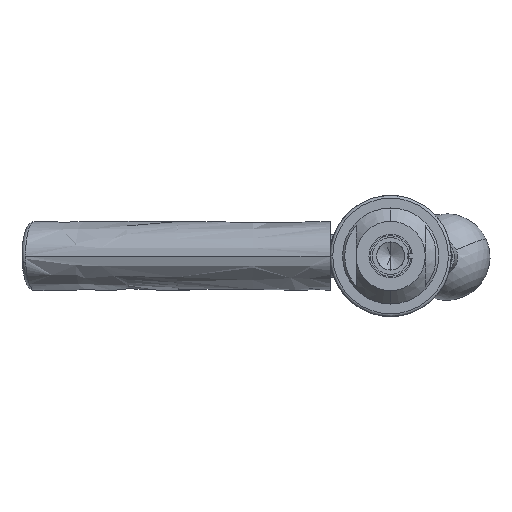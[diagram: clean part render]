
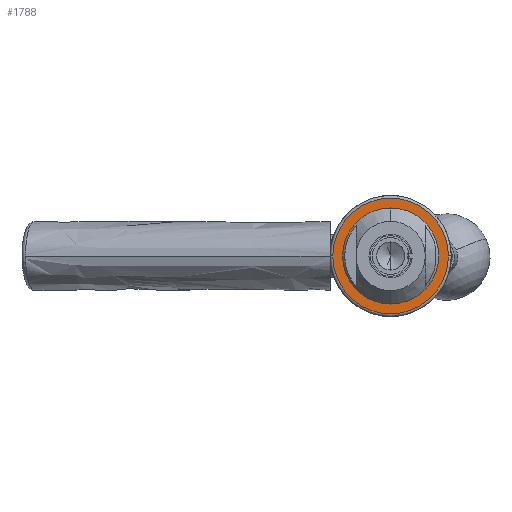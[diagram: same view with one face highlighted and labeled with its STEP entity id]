
A CAD part, left-side view. The second image highlights one B-rep face of the part: STEP entity #1788.
In plain terms, the highlighted planar face has unit normal (-1, 0, 0).
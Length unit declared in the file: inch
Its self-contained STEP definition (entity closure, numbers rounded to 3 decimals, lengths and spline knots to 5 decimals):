
#149 = DIRECTION ( 'NONE',  ( 0., 0., -1. ) ) ;
#354 = CIRCLE ( 'NONE', #4657, 0.4375 ) ;
#1788 = ADVANCED_FACE ( 'NONE', ( #4318, #10936 ), #4486, .F. ) ;
#1790 = VERTEX_POINT ( 'NONE', #16310 ) ;
#2221 = CIRCLE ( 'NONE', #15945, 0.835 ) ;
#2289 = EDGE_CURVE ( 'NONE', #15379, #2539, #4106, .T. ) ;
#2359 = EDGE_CURVE ( 'NONE', #1790, #2819, #11410, .T. ) ;
#2539 = VERTEX_POINT ( 'NONE', #6218 ) ;
#2682 = EDGE_CURVE ( 'NONE', #2539, #15379, #2221, .T. ) ;
#2819 = VERTEX_POINT ( 'NONE', #9566 ) ;
#3147 = EDGE_LOOP ( 'NONE', ( #7463, #7002 ) ) ;
#3552 = DIRECTION ( 'NONE',  ( 0., -1., 0. ) ) ;
#3991 = EDGE_LOOP ( 'NONE', ( #10449, #11156 ) ) ;
#4106 = CIRCLE ( 'NONE', #9238, 0.835 ) ;
#4318 = FACE_BOUND ( 'NONE', #3991, .T. ) ;
#4486 = PLANE ( 'NONE',  #8162 ) ;
#4657 = AXIS2_PLACEMENT_3D ( 'NONE', #14307, #13070, #5502 ) ;
#5502 = DIRECTION ( 'NONE',  ( 0., 0., -1. ) ) ;
#5977 = DIRECTION ( 'NONE',  ( -1., 0., 0. ) ) ;
#6218 = CARTESIAN_POINT ( 'NONE',  ( -3.915, 0.835, 0. ) ) ;
#7002 = ORIENTED_EDGE ( 'NONE', *, *, #2682, .T. ) ;
#7363 = CARTESIAN_POINT ( 'NONE',  ( -3.915, 0., 0. ) ) ;
#7463 = ORIENTED_EDGE ( 'NONE', *, *, #2289, .T. ) ;
#8162 = AXIS2_PLACEMENT_3D ( 'NONE', #16482, #13966, #3552 ) ;
#9220 = AXIS2_PLACEMENT_3D ( 'NONE', #13102, #11505, #149 ) ;
#9238 = AXIS2_PLACEMENT_3D ( 'NONE', #7363, #5977, #11187 ) ;
#9432 = DIRECTION ( 'NONE',  ( 0., -1., 0. ) ) ;
#9566 = CARTESIAN_POINT ( 'NONE',  ( -3.915, 0., 0.4375 ) ) ;
#10449 = ORIENTED_EDGE ( 'NONE', *, *, #2359, .F. ) ;
#10548 = CARTESIAN_POINT ( 'NONE',  ( -3.915, -0.835, 0. ) ) ;
#10768 = EDGE_CURVE ( 'NONE', #2819, #1790, #354, .T. ) ;
#10936 = FACE_OUTER_BOUND ( 'NONE', #3147, .T. ) ;
#11156 = ORIENTED_EDGE ( 'NONE', *, *, #10768, .F. ) ;
#11187 = DIRECTION ( 'NONE',  ( 0., -1., 0. ) ) ;
#11410 = CIRCLE ( 'NONE', #9220, 0.4375 ) ;
#11505 = DIRECTION ( 'NONE',  ( -1., 0., 0. ) ) ;
#12075 = DIRECTION ( 'NONE',  ( -1., 0., 0. ) ) ;
#13070 = DIRECTION ( 'NONE',  ( -1., 0., 0. ) ) ;
#13102 = CARTESIAN_POINT ( 'NONE',  ( -3.915, 0., 0. ) ) ;
#13966 = DIRECTION ( 'NONE',  ( 1., 0., 0. ) ) ;
#14307 = CARTESIAN_POINT ( 'NONE',  ( -3.915, 0., 0. ) ) ;
#14590 = CARTESIAN_POINT ( 'NONE',  ( -3.915, 0., 0. ) ) ;
#15379 = VERTEX_POINT ( 'NONE', #10548 ) ;
#15945 = AXIS2_PLACEMENT_3D ( 'NONE', #14590, #12075, #9432 ) ;
#16310 = CARTESIAN_POINT ( 'NONE',  ( -3.915, 0., -0.4375 ) ) ;
#16482 = CARTESIAN_POINT ( 'NONE',  ( -3.915, -0.875, 0. ) ) ;
